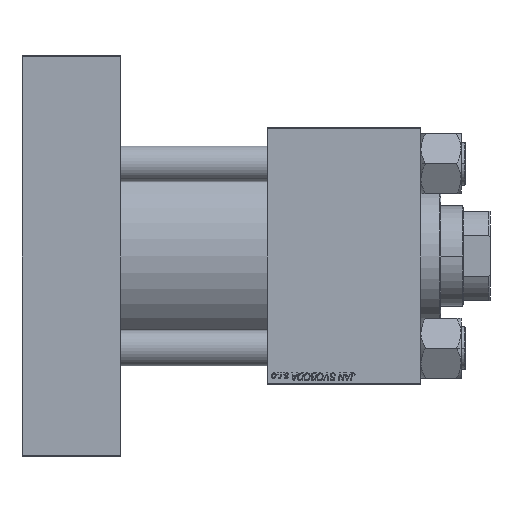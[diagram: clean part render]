
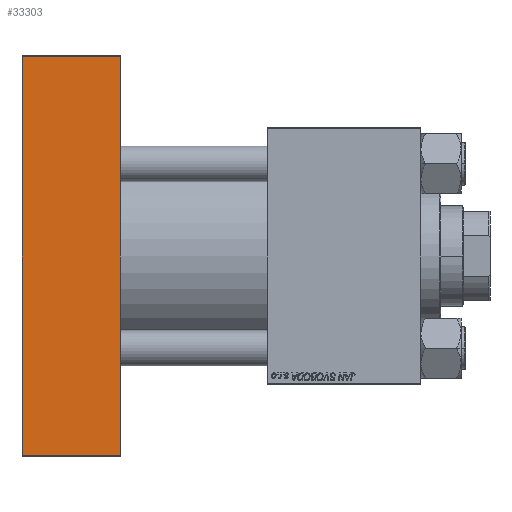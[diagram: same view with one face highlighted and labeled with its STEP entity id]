
A CAD part, front view. The second image highlights one B-rep face of the part: STEP entity #33303.
In plain terms, the highlighted planar face has unit normal (0, -1, 0).
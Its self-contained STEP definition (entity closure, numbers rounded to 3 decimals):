
#646 = DIRECTION ( 'NONE',  ( 0., 0., -1. ) ) ;
#1006 = CARTESIAN_POINT ( 'NONE',  ( 44., -57.5, 89.5 ) ) ;
#2688 = DIRECTION ( 'NONE',  ( 0., 1., 0. ) ) ;
#2911 = VECTOR ( 'NONE', #646, 1000. ) ;
#4640 = CARTESIAN_POINT ( 'NONE',  ( 44., -57.5, 90. ) ) ;
#7539 = DIRECTION ( 'NONE',  ( 0., 0., -1. ) ) ;
#8051 = CARTESIAN_POINT ( 'NONE',  ( 0., -57.5, 90. ) ) ;
#12708 = LINE ( 'NONE', #33206, #27618 ) ;
#13647 = EDGE_CURVE ( 'NONE', #20789, #18881, #47710, .T. ) ;
#15423 = ORIENTED_EDGE ( 'NONE', *, *, #32174, .F. ) ;
#17823 = ORIENTED_EDGE ( 'NONE', *, *, #13647, .T. ) ;
#18881 = VERTEX_POINT ( 'NONE', #28142 ) ;
#20789 = VERTEX_POINT ( 'NONE', #45978 ) ;
#21663 = AXIS2_PLACEMENT_3D ( 'NONE', #34354, #2688, #38611 ) ;
#26139 = CARTESIAN_POINT ( 'NONE',  ( 44., -57.5, -89.5 ) ) ;
#26290 = VECTOR ( 'NONE', #30400, 1000. ) ;
#27135 = EDGE_LOOP ( 'NONE', ( #27685, #17823, #15423, #34929 ) ) ;
#27618 = VECTOR ( 'NONE', #44931, 1000. ) ;
#27685 = ORIENTED_EDGE ( 'NONE', *, *, #45516, .T. ) ;
#28142 = CARTESIAN_POINT ( 'NONE',  ( 44., -57.5, -89.5 ) ) ;
#30113 = FACE_OUTER_BOUND ( 'NONE', #27135, .T. ) ;
#30400 = DIRECTION ( 'NONE',  ( 1., 0., 0. ) ) ;
#30421 = EDGE_CURVE ( 'NONE', #46999, #41960, #12708, .T. ) ;
#31331 = CARTESIAN_POINT ( 'NONE',  ( 0., -57.5, 89.5 ) ) ;
#32174 = EDGE_CURVE ( 'NONE', #46999, #18881, #36852, .T. ) ;
#32547 = LINE ( 'NONE', #8051, #43301 ) ;
#33206 = CARTESIAN_POINT ( 'NONE',  ( 44., -57.5, 89.5 ) ) ;
#33303 = ADVANCED_FACE ( 'NONE', ( #30113 ), #38090, .F. ) ;
#34354 = CARTESIAN_POINT ( 'NONE',  ( 44., -57.5, 90. ) ) ;
#34929 = ORIENTED_EDGE ( 'NONE', *, *, #30421, .T. ) ;
#36852 = LINE ( 'NONE', #4640, #2911 ) ;
#38090 = PLANE ( 'NONE',  #21663 ) ;
#38611 = DIRECTION ( 'NONE',  ( 0., 0., 1. ) ) ;
#41960 = VERTEX_POINT ( 'NONE', #31331 ) ;
#43301 = VECTOR ( 'NONE', #7539, 1000. ) ;
#44931 = DIRECTION ( 'NONE',  ( -1., 0., 0. ) ) ;
#45516 = EDGE_CURVE ( 'NONE', #41960, #20789, #32547, .T. ) ;
#45978 = CARTESIAN_POINT ( 'NONE',  ( 0., -57.5, -89.5 ) ) ;
#46999 = VERTEX_POINT ( 'NONE', #1006 ) ;
#47710 = LINE ( 'NONE', #26139, #26290 ) ;
